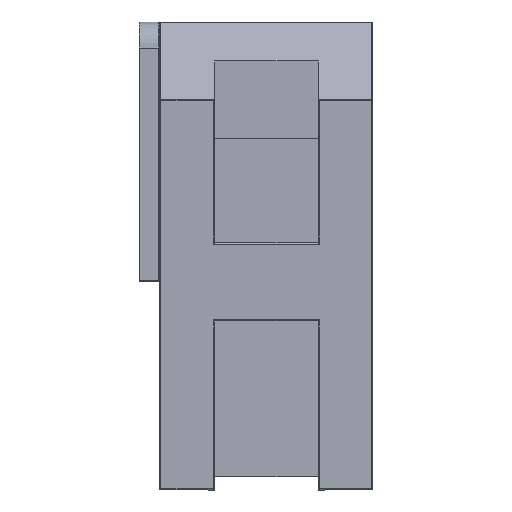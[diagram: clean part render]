
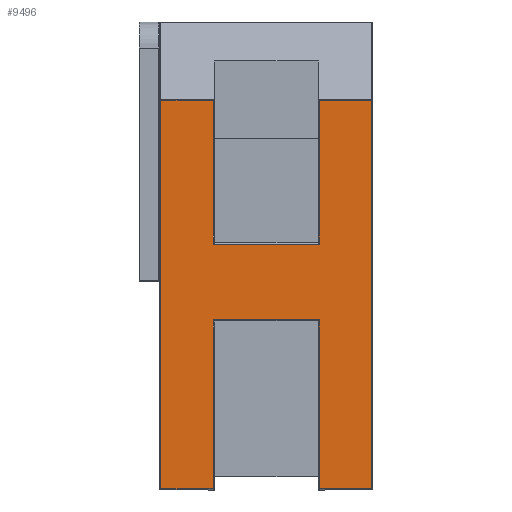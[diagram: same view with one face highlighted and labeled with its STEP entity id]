
A CAD part, left-side view. The second image highlights one B-rep face of the part: STEP entity #9496.
In plain terms, the highlighted planar face has unit normal (-1, 0, 0).
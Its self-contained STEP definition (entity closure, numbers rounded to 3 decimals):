
#117 = CARTESIAN_POINT ( 'NONE',  ( -9.6, 3.05, 0.23 ) ) ;
#135 = CARTESIAN_POINT ( 'NONE',  ( -9.6, 3.07, 0.23 ) ) ;
#149 = VECTOR ( 'NONE', #5726, 1000. ) ;
#224 = EDGE_CURVE ( 'NONE', #7978, #9410, #666, .T. ) ;
#330 = VERTEX_POINT ( 'NONE', #135 ) ;
#666 = LINE ( 'NONE', #4003, #6829 ) ;
#697 = DIRECTION ( 'NONE',  ( 1., 0., 0. ) ) ;
#732 = CARTESIAN_POINT ( 'NONE',  ( -9.6, 0.02, -4.48 ) ) ;
#897 = DIRECTION ( 'NONE',  ( 0., 1., 0. ) ) ;
#963 = ORIENTED_EDGE ( 'NONE', *, *, #8226, .T. ) ;
#964 = LINE ( 'NONE', #4023, #5269 ) ;
#1051 = VERTEX_POINT ( 'NONE', #7964 ) ;
#1080 = VERTEX_POINT ( 'NONE', #2383 ) ;
#1154 = EDGE_CURVE ( 'NONE', #6406, #7978, #2534, .T. ) ;
#1185 = EDGE_CURVE ( 'NONE', #1080, #4225, #8179, .T. ) ;
#1424 = EDGE_CURVE ( 'NONE', #9410, #2552, #3788, .T. ) ;
#1631 = VECTOR ( 'NONE', #3688, 1000. ) ;
#1751 = CARTESIAN_POINT ( 'NONE',  ( -9.6, 4.08, -4.48 ) ) ;
#1756 = DIRECTION ( 'NONE',  ( 0., 0., 1. ) ) ;
#1800 = ORIENTED_EDGE ( 'NONE', *, *, #1185, .T. ) ;
#1979 = CARTESIAN_POINT ( 'NONE',  ( -9.6, 1.03, -4.5 ) ) ;
#2013 = DIRECTION ( 'NONE',  ( 0., 0., -1. ) ) ;
#2027 = VECTOR ( 'NONE', #3336, 1000. ) ;
#2065 = CARTESIAN_POINT ( 'NONE',  ( -9.6, 1.05, 2.995 ) ) ;
#2067 = ORIENTED_EDGE ( 'NONE', *, *, #4989, .T. ) ;
#2192 = LINE ( 'NONE', #8578, #9934 ) ;
#2200 = ORIENTED_EDGE ( 'NONE', *, *, #4009, .T. ) ;
#2359 = ORIENTED_EDGE ( 'NONE', *, *, #1154, .T. ) ;
#2383 = CARTESIAN_POINT ( 'NONE',  ( -9.6, 1.03, -4.48 ) ) ;
#2503 = AXIS2_PLACEMENT_3D ( 'NONE', #10273, #697, #6315 ) ;
#2534 = LINE ( 'NONE', #8879, #149 ) ;
#2552 = VERTEX_POINT ( 'NONE', #2736 ) ;
#2578 = VERTEX_POINT ( 'NONE', #5121 ) ;
#2736 = CARTESIAN_POINT ( 'NONE',  ( -9.6, 3.07, -1.23 ) ) ;
#2807 = ORIENTED_EDGE ( 'NONE', *, *, #8255, .T. ) ;
#2894 = CARTESIAN_POINT ( 'NONE',  ( -9.6, 3.07, -4.5 ) ) ;
#2896 = DIRECTION ( 'NONE',  ( 0., 1., 0. ) ) ;
#2978 = LINE ( 'NONE', #117, #4853 ) ;
#3149 = DIRECTION ( 'NONE',  ( 0., -1., 0. ) ) ;
#3182 = EDGE_CURVE ( 'NONE', #2552, #3824, #964, .T. ) ;
#3336 = DIRECTION ( 'NONE',  ( 0., -1., 0. ) ) ;
#3688 = DIRECTION ( 'NONE',  ( 0., 0., 1. ) ) ;
#3788 = LINE ( 'NONE', #2894, #1631 ) ;
#3824 = VERTEX_POINT ( 'NONE', #5460 ) ;
#3943 = VECTOR ( 'NONE', #2013, 1000. ) ;
#4003 = CARTESIAN_POINT ( 'NONE',  ( -9.6, 4.1, -4.48 ) ) ;
#4009 = EDGE_CURVE ( 'NONE', #9567, #330, #2978, .T. ) ;
#4023 = CARTESIAN_POINT ( 'NONE',  ( -9.6, 4.1, -1.23 ) ) ;
#4034 = EDGE_CURVE ( 'NONE', #4225, #7916, #6989, .T. ) ;
#4161 = CARTESIAN_POINT ( 'NONE',  ( -9.6, 0.02, -4.5 ) ) ;
#4225 = VERTEX_POINT ( 'NONE', #732 ) ;
#4516 = CARTESIAN_POINT ( 'NONE',  ( -9.6, 4.08, 2.995 ) ) ;
#4612 = VECTOR ( 'NONE', #1756, 1000. ) ;
#4719 = PLANE ( 'NONE',  #2503 ) ;
#4853 = VECTOR ( 'NONE', #897, 1000. ) ;
#4989 = EDGE_CURVE ( 'NONE', #330, #1051, #2192, .T. ) ;
#5121 = CARTESIAN_POINT ( 'NONE',  ( -9.6, 1.03, 2.995 ) ) ;
#5269 = VECTOR ( 'NONE', #8018, 1000. ) ;
#5346 = DIRECTION ( 'NONE',  ( 0., 1., 0. ) ) ;
#5385 = DIRECTION ( 'NONE',  ( 0., 0., -1. ) ) ;
#5395 = CARTESIAN_POINT ( 'NONE',  ( -9.6, 3.07, -4.48 ) ) ;
#5460 = CARTESIAN_POINT ( 'NONE',  ( -9.6, 1.03, -1.23 ) ) ;
#5726 = DIRECTION ( 'NONE',  ( 0., 0., -1. ) ) ;
#5769 = VECTOR ( 'NONE', #2896, 1000. ) ;
#5874 = VECTOR ( 'NONE', #5346, 1000. ) ;
#6112 = CARTESIAN_POINT ( 'NONE',  ( -9.6, 4.1, 2.995 ) ) ;
#6315 = DIRECTION ( 'NONE',  ( 0., 0., -1. ) ) ;
#6324 = LINE ( 'NONE', #1979, #3943 ) ;
#6350 = ORIENTED_EDGE ( 'NONE', *, *, #4034, .T. ) ;
#6406 = VERTEX_POINT ( 'NONE', #4516 ) ;
#6829 = VECTOR ( 'NONE', #3149, 1000. ) ;
#6830 = VECTOR ( 'NONE', #5385, 1000. ) ;
#6863 = EDGE_CURVE ( 'NONE', #7916, #2578, #7897, .T. ) ;
#6945 = CARTESIAN_POINT ( 'NONE',  ( -9.6, 1.03, -4.5 ) ) ;
#6979 = FACE_OUTER_BOUND ( 'NONE', #8943, .T. ) ;
#6989 = LINE ( 'NONE', #4161, #4612 ) ;
#7234 = CARTESIAN_POINT ( 'NONE',  ( -9.6, 0.02, 2.995 ) ) ;
#7597 = ORIENTED_EDGE ( 'NONE', *, *, #1424, .T. ) ;
#7710 = ORIENTED_EDGE ( 'NONE', *, *, #3182, .T. ) ;
#7897 = LINE ( 'NONE', #2065, #5769 ) ;
#7916 = VERTEX_POINT ( 'NONE', #7234 ) ;
#7964 = CARTESIAN_POINT ( 'NONE',  ( -9.6, 3.07, 2.995 ) ) ;
#7978 = VERTEX_POINT ( 'NONE', #1751 ) ;
#8018 = DIRECTION ( 'NONE',  ( 0., -1., 0. ) ) ;
#8044 = CARTESIAN_POINT ( 'NONE',  ( -9.6, 1.03, 0.23 ) ) ;
#8179 = LINE ( 'NONE', #8908, #2027 ) ;
#8226 = EDGE_CURVE ( 'NONE', #1051, #6406, #8254, .T. ) ;
#8254 = LINE ( 'NONE', #6112, #5874 ) ;
#8255 = EDGE_CURVE ( 'NONE', #3824, #1080, #9590, .T. ) ;
#8334 = ORIENTED_EDGE ( 'NONE', *, *, #6863, .T. ) ;
#8430 = ORIENTED_EDGE ( 'NONE', *, *, #224, .T. ) ;
#8578 = CARTESIAN_POINT ( 'NONE',  ( -9.6, 3.07, -4.5 ) ) ;
#8879 = CARTESIAN_POINT ( 'NONE',  ( -9.6, 4.08, -4.5 ) ) ;
#8908 = CARTESIAN_POINT ( 'NONE',  ( -9.6, 4.1, -4.48 ) ) ;
#8943 = EDGE_LOOP ( 'NONE', ( #2200, #2067, #963, #2359, #8430, #7597, #7710, #2807, #1800, #6350, #8334, #9695 ) ) ;
#9410 = VERTEX_POINT ( 'NONE', #5395 ) ;
#9496 = ADVANCED_FACE ( 'NONE', ( #6979 ), #4719, .F. ) ;
#9567 = VERTEX_POINT ( 'NONE', #8044 ) ;
#9590 = LINE ( 'NONE', #6945, #6830 ) ;
#9695 = ORIENTED_EDGE ( 'NONE', *, *, #10176, .T. ) ;
#9934 = VECTOR ( 'NONE', #10138, 1000. ) ;
#10138 = DIRECTION ( 'NONE',  ( 0., 0., 1. ) ) ;
#10176 = EDGE_CURVE ( 'NONE', #2578, #9567, #6324, .T. ) ;
#10273 = CARTESIAN_POINT ( 'NONE',  ( -9.6, 4.1, -4.5 ) ) ;
